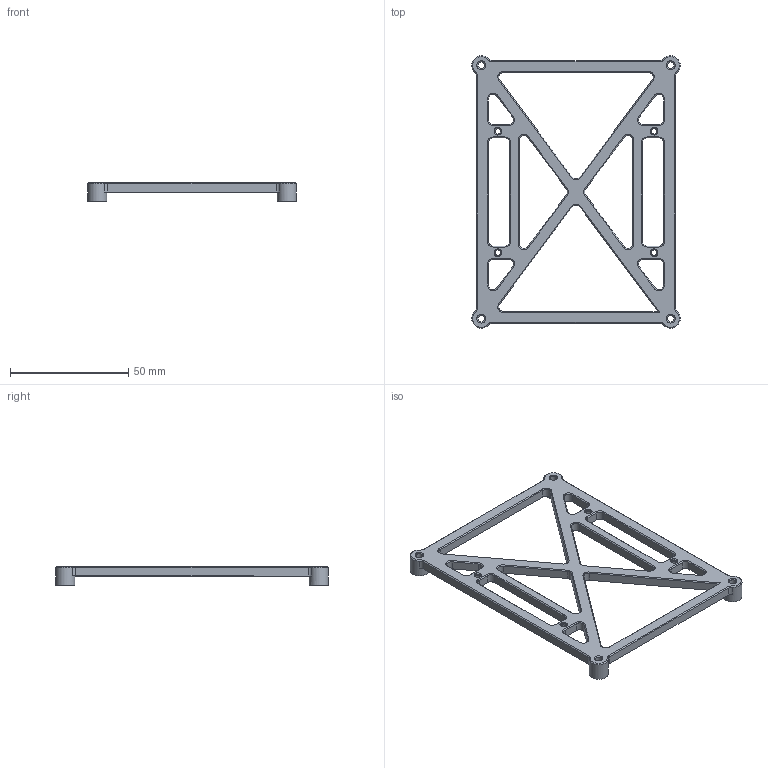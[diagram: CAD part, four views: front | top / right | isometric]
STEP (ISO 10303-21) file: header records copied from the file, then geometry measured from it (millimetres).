
FILE_DESCRIPTION(/* description */ (''),/* implementation_level */ '2;1');
FILE_NAME(/* name */ 'Fysetc S6 V2 Mount v4.step',/* time_stamp */ '2021-04-25T17:10:28-04:00',/* author */ (''),/* organization */ (''),/* preprocessor_version */ 'ST-DEVELOPER v18.1',/* originating_system */ 'Autodesk Translation Framework v10.6.0.1341',/* authorisation */ '');
FILE_SCHEMA (('AUTOMOTIVE_DESIGN { 1 0 10303 214 3 1 1 }'));
Length unit declared in the file: millimetre
Products named in the file (1): Fysetc S6 V2 Mount
Bounding box: 88 x 115 x 8 mm (x, y, z)
Volume: 15787.6 mm3; surface area: 13589.5 mm2
Topology: 1 solids, 1 shells, 192 faces, 467 edges, 281 vertices
Faces by surface type: plane 82, cone 55, cylinder 55
Full cylindrical faces by diameter (mm): 2.4 x4, 2.9 x4, 4 x4, 8 x4
Entity records: 5664 total; most frequent: DIRECTION 1026, CARTESIAN_POINT 941, ORIENTED_EDGE 934, EDGE_CURVE 467, AXIS2_PLACEMENT_3D 366, LINE 294, VECTOR 294, VERTEX_POINT 281
